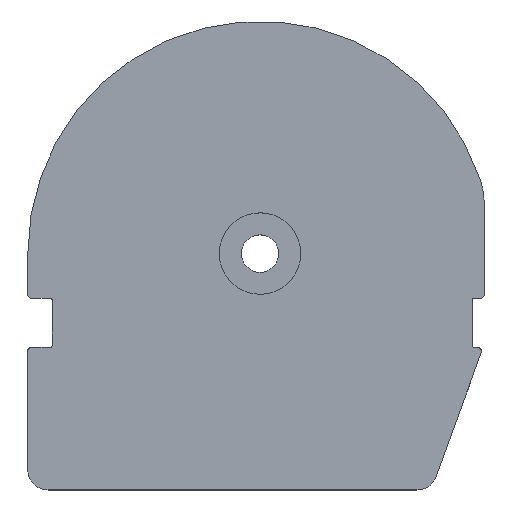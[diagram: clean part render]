
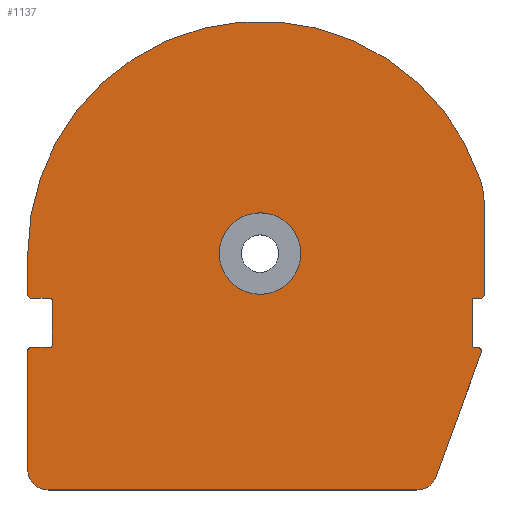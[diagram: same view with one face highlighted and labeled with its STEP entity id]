
A CAD part, top view. The second image highlights one B-rep face of the part: STEP entity #1137.
In plain terms, the highlighted planar face has unit normal (0, 0, 1).
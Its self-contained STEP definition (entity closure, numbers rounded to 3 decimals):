
#41=LINE('',#1733,#131);
#54=LINE('',#1785,#144);
#57=LINE('',#1793,#147);
#61=LINE('',#1803,#151);
#64=LINE('',#1811,#154);
#67=LINE('',#1820,#157);
#71=LINE('',#1829,#161);
#74=LINE('',#1837,#164);
#77=LINE('',#1845,#167);
#79=LINE('',#1851,#169);
#80=LINE('',#1856,#170);
#131=VECTOR('',#1377,90.499);
#144=VECTOR('',#1422,32.317);
#147=VECTOR('',#1431,0.811);
#151=VECTOR('',#1441,22.);
#154=VECTOR('',#1450,29.);
#157=VECTOR('',#1459,10.);
#161=VECTOR('',#1469,4.5);
#164=VECTOR('',#1478,11.);
#167=VECTOR('',#1487,1.5);
#169=VECTOR('',#1495,11.);
#170=VECTOR('',#1502,4.5);
#256=PLANE('',#1248);
#284=FACE_BOUND('',#404,.T.);
#325=FACE_OUTER_BOUND('',#403,.T.);
#403=EDGE_LOOP('',(#902,#903,#904,#905,#906,#907,#908,#909,#910,#911,#912,
#913,#914,#915,#916,#917,#918,#919,#920,#921,#922,#923,#924));
#404=EDGE_LOOP('',(#925));
#446=CIRCLE('',#1198,5.);
#460=CIRCLE('',#1215,5.);
#461=CIRCLE('',#1218,1.);
#462=CIRCLE('',#1221,1.);
#463=CIRCLE('',#1224,1.);
#464=CIRCLE('',#1227,1.);
#465=CIRCLE('',#1230,0.5);
#466=CIRCLE('',#1233,0.5);
#467=CIRCLE('',#1236,0.5);
#468=CIRCLE('',#1239,0.5);
#469=CIRCLE('',#1242,10.);
#470=CIRCLE('',#1245,57.);
#471=CIRCLE('',#1247,20.);
#510=VERTEX_POINT('',#1720);
#511=VERTEX_POINT('',#1721);
#515=VERTEX_POINT('',#1731);
#537=VERTEX_POINT('',#1779);
#538=VERTEX_POINT('',#1783);
#539=VERTEX_POINT('',#1787);
#540=VERTEX_POINT('',#1791);
#541=VERTEX_POINT('',#1795);
#542=VERTEX_POINT('',#1796);
#543=VERTEX_POINT('',#1801);
#544=VERTEX_POINT('',#1805);
#545=VERTEX_POINT('',#1806);
#546=VERTEX_POINT('',#1813);
#547=VERTEX_POINT('',#1814);
#548=VERTEX_POINT('',#1819);
#549=VERTEX_POINT('',#1823);
#550=VERTEX_POINT('',#1825);
#551=VERTEX_POINT('',#1831);
#552=VERTEX_POINT('',#1833);
#553=VERTEX_POINT('',#1839);
#554=VERTEX_POINT('',#1841);
#555=VERTEX_POINT('',#1847);
#556=VERTEX_POINT('',#1853);
#557=VERTEX_POINT('',#1858);
#618=EDGE_CURVE('',#510,#511,#446,.T.);
#624=EDGE_CURVE('',#510,#515,#41,.T.);
#647=EDGE_CURVE('',#537,#515,#460,.T.);
#650=EDGE_CURVE('',#537,#538,#54,.T.);
#651=EDGE_CURVE('',#539,#538,#461,.T.);
#654=EDGE_CURVE('',#539,#540,#57,.T.);
#655=EDGE_CURVE('',#541,#542,#462,.T.);
#659=EDGE_CURVE('',#541,#543,#61,.T.);
#660=EDGE_CURVE('',#544,#545,#463,.T.);
#663=EDGE_CURVE('',#544,#511,#64,.T.);
#664=EDGE_CURVE('',#546,#547,#464,.T.);
#667=EDGE_CURVE('',#548,#547,#67,.T.);
#670=EDGE_CURVE('',#549,#550,#465,.T.);
#672=EDGE_CURVE('',#549,#545,#71,.T.);
#674=EDGE_CURVE('',#551,#552,#466,.T.);
#676=EDGE_CURVE('',#551,#550,#74,.T.);
#678=EDGE_CURVE('',#553,#554,#467,.T.);
#680=EDGE_CURVE('',#553,#542,#77,.T.);
#682=EDGE_CURVE('',#555,#540,#468,.T.);
#683=EDGE_CURVE('',#555,#554,#79,.T.);
#684=EDGE_CURVE('',#556,#556,#469,.T.);
#685=EDGE_CURVE('',#546,#552,#80,.T.);
#686=EDGE_CURVE('',#557,#548,#470,.T.);
#688=EDGE_CURVE('',#543,#557,#471,.T.);
#902=ORIENTED_EDGE('',*,*,#618,.F.);
#903=ORIENTED_EDGE('',*,*,#624,.T.);
#904=ORIENTED_EDGE('',*,*,#647,.F.);
#905=ORIENTED_EDGE('',*,*,#650,.T.);
#906=ORIENTED_EDGE('',*,*,#651,.F.);
#907=ORIENTED_EDGE('',*,*,#654,.T.);
#908=ORIENTED_EDGE('',*,*,#682,.F.);
#909=ORIENTED_EDGE('',*,*,#683,.T.);
#910=ORIENTED_EDGE('',*,*,#678,.F.);
#911=ORIENTED_EDGE('',*,*,#680,.T.);
#912=ORIENTED_EDGE('',*,*,#655,.F.);
#913=ORIENTED_EDGE('',*,*,#659,.T.);
#914=ORIENTED_EDGE('',*,*,#688,.T.);
#915=ORIENTED_EDGE('',*,*,#686,.T.);
#916=ORIENTED_EDGE('',*,*,#667,.T.);
#917=ORIENTED_EDGE('',*,*,#664,.F.);
#918=ORIENTED_EDGE('',*,*,#685,.T.);
#919=ORIENTED_EDGE('',*,*,#674,.F.);
#920=ORIENTED_EDGE('',*,*,#676,.T.);
#921=ORIENTED_EDGE('',*,*,#670,.F.);
#922=ORIENTED_EDGE('',*,*,#672,.T.);
#923=ORIENTED_EDGE('',*,*,#660,.F.);
#924=ORIENTED_EDGE('',*,*,#663,.T.);
#925=ORIENTED_EDGE('',*,*,#684,.T.);
#1137=ADVANCED_FACE('',(#325,#284),#256,.T.);
#1198=AXIS2_PLACEMENT_3D('',#1722,#1367,#1368);
#1215=AXIS2_PLACEMENT_3D('',#1780,#1416,#1417);
#1218=AXIS2_PLACEMENT_3D('',#1788,#1425,#1426);
#1221=AXIS2_PLACEMENT_3D('',#1797,#1434,#1435);
#1224=AXIS2_PLACEMENT_3D('',#1807,#1444,#1445);
#1227=AXIS2_PLACEMENT_3D('',#1815,#1453,#1454);
#1230=AXIS2_PLACEMENT_3D('',#1826,#1464,#1465);
#1233=AXIS2_PLACEMENT_3D('',#1834,#1473,#1474);
#1236=AXIS2_PLACEMENT_3D('',#1842,#1482,#1483);
#1239=AXIS2_PLACEMENT_3D('',#1849,#1491,#1492);
#1242=AXIS2_PLACEMENT_3D('',#1854,#1498,#1499);
#1245=AXIS2_PLACEMENT_3D('',#1859,#1505,#1506);
#1247=AXIS2_PLACEMENT_3D('',#1862,#1510,#1511);
#1248=AXIS2_PLACEMENT_3D('',#1863,#1512,#1513);
#1367=DIRECTION('center_axis',(0.,0.,-1.));
#1368=DIRECTION('ref_axis',(-0.707,-0.707,0.));
#1377=DIRECTION('',(1.,0.,0.));
#1416=DIRECTION('center_axis',(0.,0.,-1.));
#1417=DIRECTION('ref_axis',(0.574,-0.819,0.));
#1422=DIRECTION('',(0.342,0.94,0.));
#1425=DIRECTION('center_axis',(0.,0.,-1.));
#1426=DIRECTION('ref_axis',(0.819,0.574,0.));
#1431=DIRECTION('',(-1.,0.,0.));
#1434=DIRECTION('center_axis',(0.,0.,-1.));
#1435=DIRECTION('ref_axis',(0.707,-0.707,0.));
#1441=DIRECTION('',(0.,1.,0.));
#1444=DIRECTION('center_axis',(0.,0.,-1.));
#1445=DIRECTION('ref_axis',(-0.707,0.707,0.));
#1450=DIRECTION('',(0.,-1.,0.));
#1453=DIRECTION('center_axis',(0.,0.,-1.));
#1454=DIRECTION('ref_axis',(-0.707,-0.707,0.));
#1459=DIRECTION('',(0.,-1.,0.));
#1464=DIRECTION('center_axis',(0.,0.,1.));
#1465=DIRECTION('ref_axis',(0.707,-0.707,0.));
#1469=DIRECTION('',(-1.,0.,0.));
#1473=DIRECTION('center_axis',(0.,0.,1.));
#1474=DIRECTION('ref_axis',(0.707,0.707,0.));
#1478=DIRECTION('',(0.,-1.,0.));
#1482=DIRECTION('center_axis',(0.,0.,1.));
#1483=DIRECTION('ref_axis',(-0.707,0.707,0.));
#1487=DIRECTION('',(1.,0.,0.));
#1491=DIRECTION('center_axis',(0.,0.,1.));
#1492=DIRECTION('ref_axis',(-0.707,-0.707,0.));
#1495=DIRECTION('',(0.,1.,0.));
#1498=DIRECTION('center_axis',(0.,0.,-1.));
#1499=DIRECTION('ref_axis',(-1.,0.,0.));
#1502=DIRECTION('',(1.,0.,0.));
#1505=DIRECTION('center_axis',(0.,0.,1.));
#1506=DIRECTION('ref_axis',(0.946,0.324,0.));
#1510=DIRECTION('center_axis',(0.,0.,1.));
#1511=DIRECTION('ref_axis',(1.,0.,0.));
#1512=DIRECTION('center_axis',(0.,0.,1.));
#1513=DIRECTION('ref_axis',(1.,0.,0.));
#1720=CARTESIAN_POINT('',(-52.,-58.,1.5));
#1721=CARTESIAN_POINT('',(-57.,-53.,1.5));
#1722=CARTESIAN_POINT('Origin',(-52.,-53.,1.5));
#1731=CARTESIAN_POINT('',(38.499,-58.,1.5));
#1733=CARTESIAN_POINT('',(-57.,-58.,1.5));
#1779=CARTESIAN_POINT('',(43.197,-54.71,1.5));
#1780=CARTESIAN_POINT('Origin',(38.499,-53.,1.5));
#1783=CARTESIAN_POINT('',(54.251,-24.342,1.5));
#1785=CARTESIAN_POINT('',(42.,-58.,1.5));
#1787=CARTESIAN_POINT('',(53.311,-23.,1.5));
#1788=CARTESIAN_POINT('Origin',(53.311,-24.,1.5));
#1791=CARTESIAN_POINT('',(52.5,-23.,1.5));
#1793=CARTESIAN_POINT('',(54.739,-23.,1.5));
#1795=CARTESIAN_POINT('',(55.,-10.,1.5));
#1796=CARTESIAN_POINT('',(54.,-11.,1.5));
#1797=CARTESIAN_POINT('Origin',(54.,-10.,1.5));
#1801=CARTESIAN_POINT('',(55.,12.,1.5));
#1803=CARTESIAN_POINT('',(55.,-11.,1.5));
#1805=CARTESIAN_POINT('',(-57.,-24.,1.5));
#1806=CARTESIAN_POINT('',(-56.,-23.,1.5));
#1807=CARTESIAN_POINT('Origin',(-56.,-24.,1.5));
#1811=CARTESIAN_POINT('',(-57.,-23.,1.5));
#1813=CARTESIAN_POINT('',(-56.,-11.,1.5));
#1814=CARTESIAN_POINT('',(-57.,-10.,1.5));
#1815=CARTESIAN_POINT('Origin',(-56.,-10.,1.5));
#1819=CARTESIAN_POINT('',(-57.,0.,1.5));
#1820=CARTESIAN_POINT('',(-57.,0.,1.5));
#1823=CARTESIAN_POINT('',(-51.5,-23.,1.5));
#1825=CARTESIAN_POINT('',(-51.,-22.5,1.5));
#1826=CARTESIAN_POINT('Origin',(-51.5,-22.5,1.5));
#1829=CARTESIAN_POINT('',(-51.,-23.,1.5));
#1831=CARTESIAN_POINT('',(-51.,-11.5,1.5));
#1833=CARTESIAN_POINT('',(-51.5,-11.,1.5));
#1834=CARTESIAN_POINT('Origin',(-51.5,-11.5,1.5));
#1837=CARTESIAN_POINT('',(-51.,-11.,1.5));
#1839=CARTESIAN_POINT('',(52.5,-11.,1.5));
#1841=CARTESIAN_POINT('',(52.,-11.5,1.5));
#1842=CARTESIAN_POINT('Origin',(52.5,-11.5,1.5));
#1845=CARTESIAN_POINT('',(52.,-11.,1.5));
#1847=CARTESIAN_POINT('',(52.,-22.5,1.5));
#1849=CARTESIAN_POINT('Origin',(52.5,-22.5,1.5));
#1851=CARTESIAN_POINT('',(52.,-23.,1.5));
#1853=CARTESIAN_POINT('',(10.,0.,1.5));
#1854=CARTESIAN_POINT('Origin',(0.,0.,1.5));
#1856=CARTESIAN_POINT('',(-57.,-11.,1.5));
#1858=CARTESIAN_POINT('',(53.919,18.486,1.5));
#1859=CARTESIAN_POINT('Origin',(0.,0.,1.5));
#1862=CARTESIAN_POINT('Origin',(35.,12.,1.5));
#1863=CARTESIAN_POINT('Origin',(-3.082,-12.382,1.5));
